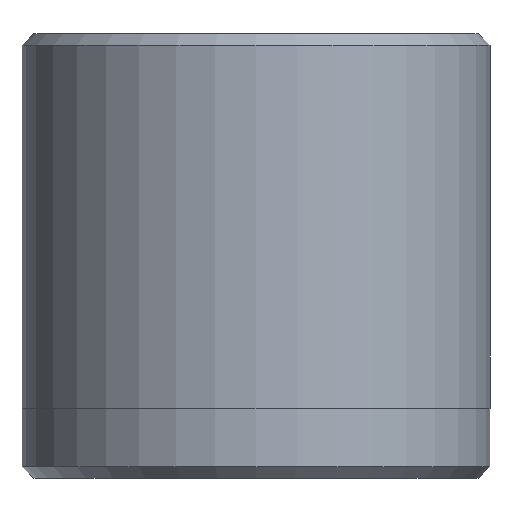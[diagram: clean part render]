
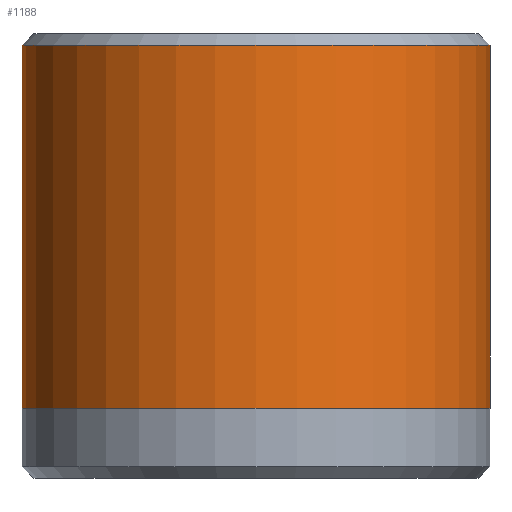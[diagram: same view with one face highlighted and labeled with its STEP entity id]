
A CAD part, front view. The second image highlights one B-rep face of the part: STEP entity #1188.
In plain terms, the highlighted cylindrical face has radius 10 mm (diameter 20 mm), a partial arc.
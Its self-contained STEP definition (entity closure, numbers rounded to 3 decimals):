
#16 = EDGE_CURVE ( 'NONE', #147, #1558, #740, .T. ) ;
#29 = LINE ( 'NONE', #1358, #968 ) ;
#147 = VERTEX_POINT ( 'NONE', #783 ) ;
#166 = CARTESIAN_POINT ( 'NONE',  ( -10., 0., 3. ) ) ;
#256 = CARTESIAN_POINT ( 'NONE',  ( 0., 0., 3. ) ) ;
#260 = DIRECTION ( 'NONE',  ( 1., 0., 0. ) ) ;
#297 = DIRECTION ( 'NONE',  ( 0., 0., -1. ) ) ;
#298 = EDGE_CURVE ( 'NONE', #1451, #497, #29, .T. ) ;
#367 = DIRECTION ( 'NONE',  ( 0., 0., -1. ) ) ;
#497 = VERTEX_POINT ( 'NONE', #1004 ) ;
#535 = DIRECTION ( 'NONE',  ( 0., 0., -1. ) ) ;
#536 = ORIENTED_EDGE ( 'NONE', *, *, #298, .F. ) ;
#570 = EDGE_LOOP ( 'NONE', ( #536, #1100, #781, #1047 ) ) ;
#662 = CARTESIAN_POINT ( 'NONE',  ( -10., 0., 19. ) ) ;
#695 = AXIS2_PLACEMENT_3D ( 'NONE', #256, #367, #1221 ) ;
#740 = LINE ( 'NONE', #662, #1338 ) ;
#756 = DIRECTION ( 'NONE',  ( 0., 0., -1. ) ) ;
#781 = ORIENTED_EDGE ( 'NONE', *, *, #16, .T. ) ;
#783 = CARTESIAN_POINT ( 'NONE',  ( -10., 0., 18.5 ) ) ;
#791 = CYLINDRICAL_SURFACE ( 'NONE', #1531, 10. ) ;
#968 = VECTOR ( 'NONE', #1146, 1000. ) ;
#1004 = CARTESIAN_POINT ( 'NONE',  ( 10., 0., 3. ) ) ;
#1009 = CARTESIAN_POINT ( 'NONE',  ( 0., 0., 18.5 ) ) ;
#1032 = CARTESIAN_POINT ( 'NONE',  ( 0., 0., 19. ) ) ;
#1047 = ORIENTED_EDGE ( 'NONE', *, *, #1521, .F. ) ;
#1100 = ORIENTED_EDGE ( 'NONE', *, *, #1435, .T. ) ;
#1142 = FACE_OUTER_BOUND ( 'NONE', #570, .T. ) ;
#1146 = DIRECTION ( 'NONE',  ( 0., 0., -1. ) ) ;
#1188 = ADVANCED_FACE ( 'NONE', ( #1142 ), #791, .T. ) ;
#1197 = CIRCLE ( 'NONE', #695, 10. ) ;
#1221 = DIRECTION ( 'NONE',  ( -1., 0., 0. ) ) ;
#1274 = CIRCLE ( 'NONE', #1285, 10. ) ;
#1285 = AXIS2_PLACEMENT_3D ( 'NONE', #1009, #756, #260 ) ;
#1338 = VECTOR ( 'NONE', #535, 1000. ) ;
#1353 = CARTESIAN_POINT ( 'NONE',  ( 10., 0., 18.5 ) ) ;
#1358 = CARTESIAN_POINT ( 'NONE',  ( 10., 0., 19. ) ) ;
#1372 = DIRECTION ( 'NONE',  ( -1., 0., 0. ) ) ;
#1435 = EDGE_CURVE ( 'NONE', #1451, #147, #1274, .T. ) ;
#1451 = VERTEX_POINT ( 'NONE', #1353 ) ;
#1521 = EDGE_CURVE ( 'NONE', #497, #1558, #1197, .T. ) ;
#1531 = AXIS2_PLACEMENT_3D ( 'NONE', #1032, #297, #1372 ) ;
#1558 = VERTEX_POINT ( 'NONE', #166 ) ;
